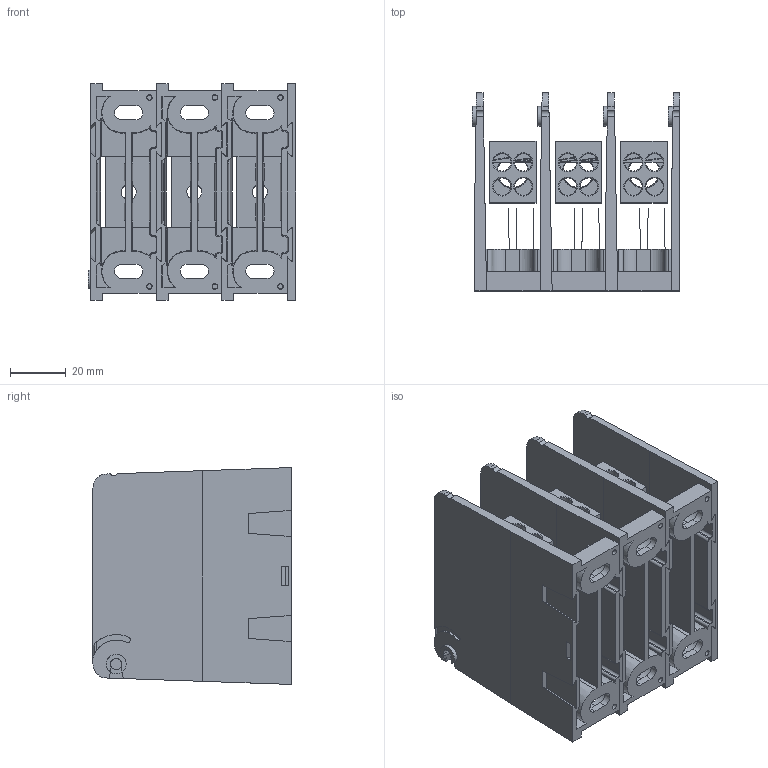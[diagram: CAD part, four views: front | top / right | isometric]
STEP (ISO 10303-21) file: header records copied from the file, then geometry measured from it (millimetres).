
FILE_DESCRIPTION (( 'STEP AP214' ), '1' );
FILE_NAME ('701871_3P_revA.STEP', '2014-02-15T12:51:36', ( '' ), ( '' ), 'SwSTEP 2.0', 'SolidWorks 2013', '' );
FILE_SCHEMA (( 'AUTOMOTIVE_DESIGN' ));
Length unit declared in the file: inch
Products named in the file (1): 701871_3P_revA
Bounding box: 74.78 x 71.37 x 78.11 mm (x, y, z)
Surface area: 79265.6 mm2 (no closed solid volume)
Topology: 0 solids, 27 shells, 491 faces, 1778 edges, 1297 vertices
Faces by surface type: plane 285, cylinder 155, cone 51
Full cylindrical faces by diameter (mm): 4.064 x1, 5.41 x6, 6.35 x15, 7.112 x1, 11.125 x3
Entity records: 34000 total; most frequent: CARTESIAN_POINT 13603, ORIENTED_EDGE 2780, DIRECTION 2578, EDGE_CURVE 1696, VERTEX_POINT 1274, VECTOR 1118, LINE 1118, AXIS2_PLACEMENT_3D 730
